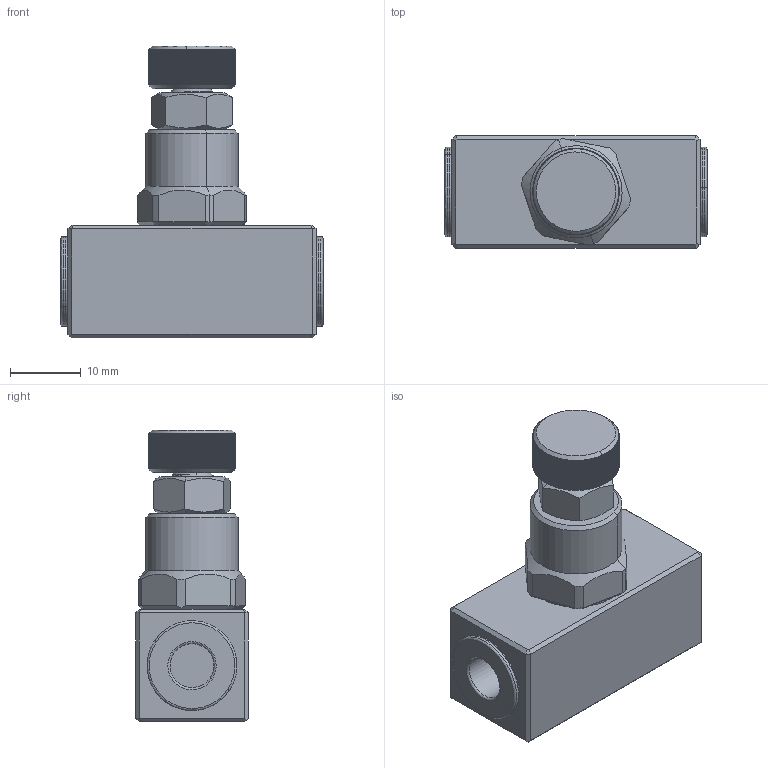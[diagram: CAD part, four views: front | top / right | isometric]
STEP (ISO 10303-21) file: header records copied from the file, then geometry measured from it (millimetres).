
FILE_DESCRIPTION (( 'STEP AP214' ), '1' );
FILE_NAME ('CFCV-01油压流量阀三维图.STEP', '2019-04-12T03:36:31', ( '' ), ( '' ), 'SwSTEP 2.0', 'SolidWorks 2016', '' );
FILE_SCHEMA (( 'AUTOMOTIVE_DESIGN' ));
Length unit declared in the file: millimetre
Products named in the file (7): 8-1黑芛; 概极01; CFCV-01油压流量阀三维图; 幗豪梟; hex nuts, style 1-grades ab gb_GB_FASTENER_NUT_SNAB1 M6-S; 蹟裝; 覃誹裝
Assembly tree (7 placements, depth 2):
  CFCV-01油压流量阀三维图
    概极01
    8-1黑芛  x2
    覃誹裝
    蹟裝
    hex nuts, style 1-grades ab gb_GB_FASTENER_NUT_SNAB1 M6-S
    幗豪梟
Bounding box: 37 x 15.9 x 41.2 mm (x, y, z)
Volume: 10663.3 mm3; surface area: 8227.9 mm2
Topology: 8 solids, 8 shells, 2606 faces, 6404 edges, 3829 vertices
Faces by surface type: plane 1759, cylinder 729, cone 76, bspline 42
Entity records: 81943 total; most frequent: CARTESIAN_POINT 20109, DIRECTION 13313, ORIENTED_EDGE 12740, EDGE_CURVE 6370, AXIS2_PLACEMENT_3D 4595, LINE 4123, VECTOR 4123, VERTEX_POINT 3809
